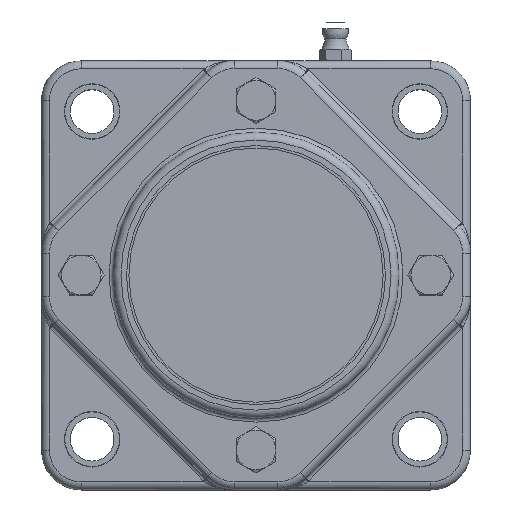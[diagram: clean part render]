
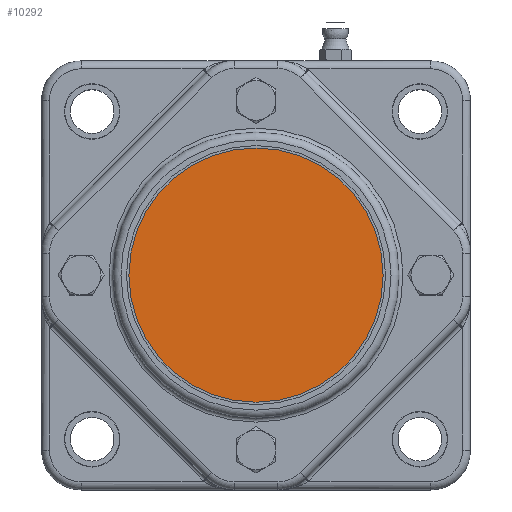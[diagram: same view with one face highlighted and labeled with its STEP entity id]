
A CAD part, top view. The second image highlights one B-rep face of the part: STEP entity #10292.
In plain terms, the highlighted planar face has unit normal (0, 0, 1).
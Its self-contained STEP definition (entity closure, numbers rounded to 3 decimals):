
#639=FACE_OUTER_BOUND('',#2891,.T.);
#2482=PLANE('',#11085);
#2891=EDGE_LOOP('',(#7060));
#3615=CIRCLE('',#11083,32.);
#4394=VERTEX_POINT('',#16396);
#5377=EDGE_CURVE('',#4394,#4394,#3615,.T.);
#7060=ORIENTED_EDGE('',*,*,#5377,.F.);
#10292=ADVANCED_FACE('',(#639),#2482,.T.);
#11083=AXIS2_PLACEMENT_3D('',#16397,#12700,#12701);
#11085=AXIS2_PLACEMENT_3D('',#16401,#12705,#12706);
#12700=DIRECTION('center_axis',(0.,0.,-1.));
#12701=DIRECTION('ref_axis',(-1.,0.,0.));
#12705=DIRECTION('center_axis',(0.,0.,1.));
#12706=DIRECTION('ref_axis',(-1.,0.,0.));
#16396=CARTESIAN_POINT('',(32.,0.,35.2));
#16397=CARTESIAN_POINT('Origin',(0.,0.,35.2));
#16401=CARTESIAN_POINT('Origin',(0.,0.,35.2));
